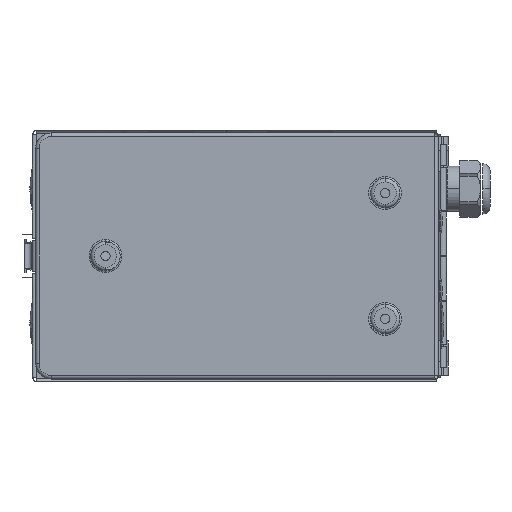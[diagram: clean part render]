
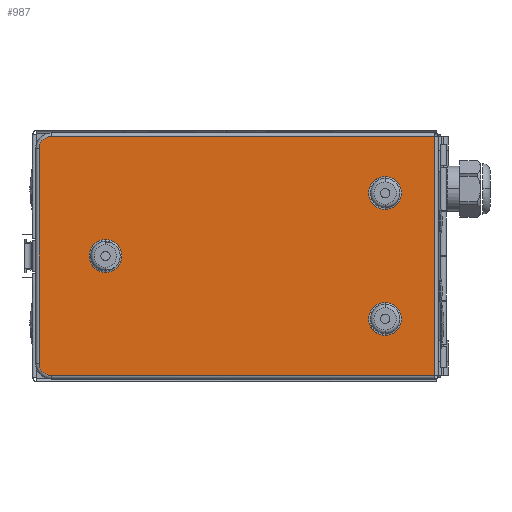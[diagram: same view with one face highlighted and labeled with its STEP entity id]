
A CAD part, left-side view. The second image highlights one B-rep face of the part: STEP entity #987.
In plain terms, the highlighted planar face has unit normal (-1, 0, 0).
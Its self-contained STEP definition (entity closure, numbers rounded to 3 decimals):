
#239=DIRECTION('',(0.,0.,-1.));
#240=VECTOR('',#239,153.5);
#241=CARTESIAN_POINT('',(0.,285.5,76.75));
#242=LINE('',#241,#240);
#243=CARTESIAN_POINT('',(0.,276.75,76.75));
#244=DIRECTION('',(1.,0.,0.));
#245=DIRECTION('',(0.,1.,0.));
#246=AXIS2_PLACEMENT_3D('',#243,#244,#245);
#248=DIRECTION('',(0.,-1.,0.));
#249=VECTOR('',#248,274.25);
#250=CARTESIAN_POINT('',(0.,276.75,85.5));
#251=LINE('',#250,#249);
#252=DIRECTION('',(0.,0.,-1.));
#253=VECTOR('',#252,171.);
#254=CARTESIAN_POINT('',(0.,2.5,85.5));
#255=LINE('',#254,#253);
#256=DIRECTION('',(0.,1.,0.));
#257=VECTOR('',#256,274.25);
#258=CARTESIAN_POINT('',(0.,2.5,-85.5));
#259=LINE('',#258,#257);
#260=CARTESIAN_POINT('',(0.,276.75,-76.75));
#261=DIRECTION('',(1.,0.,0.));
#262=DIRECTION('',(0.,0.,-1.));
#263=AXIS2_PLACEMENT_3D('',#260,#261,#262);
#265=CARTESIAN_POINT('',(0.,38.,45.));
#266=DIRECTION('',(-1.,0.,0.));
#267=DIRECTION('',(0.,0.,-1.));
#268=AXIS2_PLACEMENT_3D('',#265,#266,#267);
#270=CARTESIAN_POINT('',(0.,38.,45.));
#271=DIRECTION('',(-1.,0.,0.));
#272=DIRECTION('',(0.,0.,1.));
#273=AXIS2_PLACEMENT_3D('',#270,#271,#272);
#275=CARTESIAN_POINT('',(0.,38.,-45.));
#276=DIRECTION('',(-1.,0.,0.));
#277=DIRECTION('',(0.,0.,-1.));
#278=AXIS2_PLACEMENT_3D('',#275,#276,#277);
#280=CARTESIAN_POINT('',(0.,38.,-45.));
#281=DIRECTION('',(-1.,0.,0.));
#282=DIRECTION('',(0.,0.,1.));
#283=AXIS2_PLACEMENT_3D('',#280,#281,#282);
#285=CARTESIAN_POINT('',(0.,238.,0.));
#286=DIRECTION('',(-1.,0.,0.));
#287=DIRECTION('',(0.,0.,-1.));
#288=AXIS2_PLACEMENT_3D('',#285,#286,#287);
#290=CARTESIAN_POINT('',(0.,238.,0.));
#291=DIRECTION('',(-1.,0.,0.));
#292=DIRECTION('',(0.,0.,1.));
#293=AXIS2_PLACEMENT_3D('',#290,#291,#292);
#650=CARTESIAN_POINT('',(0.,285.5,76.75));
#651=CARTESIAN_POINT('',(0.,285.5,-76.75));
#652=VERTEX_POINT('',#650);
#653=VERTEX_POINT('',#651);
#654=CARTESIAN_POINT('',(0.,276.75,85.5));
#655=CARTESIAN_POINT('',(0.,2.5,85.5));
#656=VERTEX_POINT('',#654);
#657=VERTEX_POINT('',#655);
#658=CARTESIAN_POINT('',(0.,2.5,-85.5));
#659=VERTEX_POINT('',#658);
#660=CARTESIAN_POINT('',(0.,276.75,-85.5));
#661=VERTEX_POINT('',#660);
#730=CARTESIAN_POINT('',(0.,38.,33.25));
#731=CARTESIAN_POINT('',(0.,38.,56.75));
#732=VERTEX_POINT('',#730);
#733=VERTEX_POINT('',#731);
#738=CARTESIAN_POINT('',(0.,38.,-56.75));
#739=CARTESIAN_POINT('',(0.,38.,-33.25));
#740=VERTEX_POINT('',#738);
#741=VERTEX_POINT('',#739);
#746=CARTESIAN_POINT('',(0.,238.,-11.75));
#747=CARTESIAN_POINT('',(0.,238.,11.75));
#748=VERTEX_POINT('',#746);
#749=VERTEX_POINT('',#747);
#950=CARTESIAN_POINT('',(0.,288.,-88.));
#951=DIRECTION('',(-1.,0.,0.));
#952=DIRECTION('',(0.,-1.,0.));
#953=AXIS2_PLACEMENT_3D('',#950,#951,#952);
#954=PLANE('',#953);
#956=ORIENTED_EDGE('',*,*,#955,.F.);
#958=ORIENTED_EDGE('',*,*,#957,.T.);
#960=ORIENTED_EDGE('',*,*,#959,.T.);
#962=ORIENTED_EDGE('',*,*,#961,.T.);
#964=ORIENTED_EDGE('',*,*,#963,.T.);
#966=ORIENTED_EDGE('',*,*,#965,.T.);
#967=EDGE_LOOP('',(#956,#958,#960,#962,#964,#966));
#968=FACE_OUTER_BOUND('',#967,.F.);
#970=ORIENTED_EDGE('',*,*,#969,.T.);
#972=ORIENTED_EDGE('',*,*,#971,.T.);
#973=EDGE_LOOP('',(#970,#972));
#974=FACE_BOUND('',#973,.F.);
#976=ORIENTED_EDGE('',*,*,#975,.T.);
#978=ORIENTED_EDGE('',*,*,#977,.T.);
#979=EDGE_LOOP('',(#976,#978));
#980=FACE_BOUND('',#979,.F.);
#982=ORIENTED_EDGE('',*,*,#981,.T.);
#984=ORIENTED_EDGE('',*,*,#983,.T.);
#985=EDGE_LOOP('',(#982,#984));
#986=FACE_BOUND('',#985,.F.);
#987=ADVANCED_FACE('',(#968,#974,#980,#986),#954,.T.);
#247=CIRCLE('',#246,8.75);
#264=CIRCLE('',#263,8.75);
#269=CIRCLE('',#268,11.75);
#274=CIRCLE('',#273,11.75);
#279=CIRCLE('',#278,11.75);
#284=CIRCLE('',#283,11.75);
#289=CIRCLE('',#288,11.75);
#294=CIRCLE('',#293,11.75);
#955=EDGE_CURVE('',#652,#653,#242,.T.);
#957=EDGE_CURVE('',#652,#656,#247,.T.);
#959=EDGE_CURVE('',#656,#657,#251,.T.);
#961=EDGE_CURVE('',#657,#659,#255,.T.);
#963=EDGE_CURVE('',#659,#661,#259,.T.);
#965=EDGE_CURVE('',#661,#653,#264,.T.);
#969=EDGE_CURVE('',#732,#733,#269,.T.);
#971=EDGE_CURVE('',#733,#732,#274,.T.);
#975=EDGE_CURVE('',#740,#741,#279,.T.);
#977=EDGE_CURVE('',#741,#740,#284,.T.);
#981=EDGE_CURVE('',#748,#749,#289,.T.);
#983=EDGE_CURVE('',#749,#748,#294,.T.);
